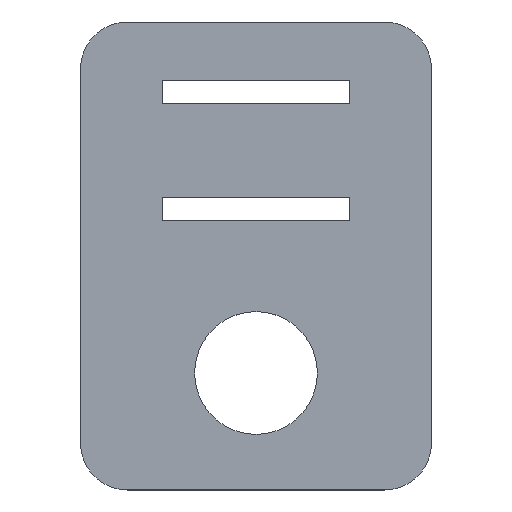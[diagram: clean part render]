
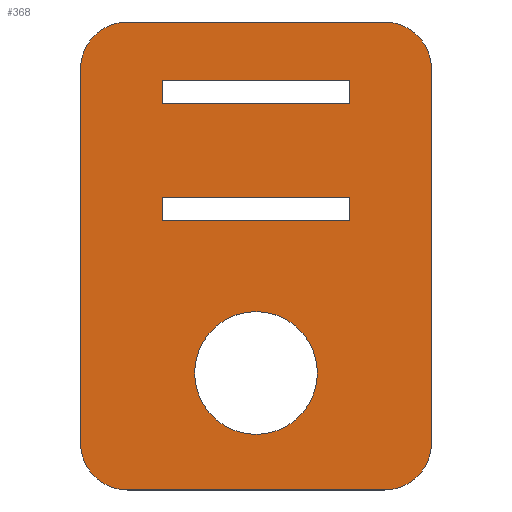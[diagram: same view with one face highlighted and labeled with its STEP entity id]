
A CAD part, top view. The second image highlights one B-rep face of the part: STEP entity #368.
In plain terms, the highlighted planar face has unit normal (0, 0, 1).
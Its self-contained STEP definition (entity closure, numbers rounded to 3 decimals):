
#14=FACE_BOUND($,#65,.T.);
#15=FACE_BOUND($,#66,.T.);
#16=FACE_BOUND($,#67,.T.);
#17=FACE_BOUND($,#68,.T.);
#23=CIRCLE($,#390,2.625);
#24=CIRCLE($,#392,2.);
#26=CIRCLE($,#395,2.);
#27=CIRCLE($,#396,2.);
#28=CIRCLE($,#397,2.);
#65=EDGE_LOOP($,(#282,#283,#284,#285));
#66=EDGE_LOOP($,(#286,#287,#288,#289));
#67=EDGE_LOOP($,(#290));
#68=EDGE_LOOP($,(#291,#292,#293,#294,#295,#296,#297,#298));
#82=LINE($,#517,#122);
#85=LINE($,#523,#125);
#88=LINE($,#529,#128);
#91=LINE($,#533,#131);
#94=LINE($,#541,#134);
#97=LINE($,#547,#137);
#100=LINE($,#553,#140);
#103=LINE($,#557,#143);
#106=LINE($,#574,#146);
#107=LINE($,#578,#147);
#108=LINE($,#582,#148);
#109=LINE($,#585,#149);
#122=VECTOR($,#415,1.);
#125=VECTOR($,#420,8.);
#128=VECTOR($,#425,1.);
#131=VECTOR($,#430,8.);
#134=VECTOR($,#435,1.);
#137=VECTOR($,#440,8.);
#140=VECTOR($,#445,1.);
#143=VECTOR($,#450,8.);
#146=VECTOR($,#467,11.);
#147=VECTOR($,#470,16.);
#148=VECTOR($,#473,11.);
#149=VECTOR($,#476,16.);
#162=VERTEX_POINT($,#514);
#163=VERTEX_POINT($,#516);
#165=VERTEX_POINT($,#522);
#167=VERTEX_POINT($,#528);
#170=VERTEX_POINT($,#538);
#171=VERTEX_POINT($,#540);
#173=VERTEX_POINT($,#546);
#175=VERTEX_POINT($,#552);
#177=VERTEX_POINT($,#561);
#178=VERTEX_POINT($,#564);
#179=VERTEX_POINT($,#565);
#182=VERTEX_POINT($,#573);
#183=VERTEX_POINT($,#575);
#184=VERTEX_POINT($,#577);
#185=VERTEX_POINT($,#579);
#186=VERTEX_POINT($,#581);
#187=VERTEX_POINT($,#583);
#196=EDGE_CURVE($,#163,#162,#82,.T.);
#199=EDGE_CURVE($,#165,#163,#85,.T.);
#202=EDGE_CURVE($,#167,#165,#88,.T.);
#205=EDGE_CURVE($,#162,#167,#91,.T.);
#208=EDGE_CURVE($,#171,#170,#94,.T.);
#211=EDGE_CURVE($,#173,#171,#97,.T.);
#214=EDGE_CURVE($,#175,#173,#100,.T.);
#217=EDGE_CURVE($,#170,#175,#103,.T.);
#219=EDGE_CURVE($,#177,#177,#23,.T.);
#220=EDGE_CURVE($,#178,#179,#24,.T.);
#224=EDGE_CURVE($,#178,#182,#106,.T.);
#225=EDGE_CURVE($,#183,#182,#26,.T.);
#226=EDGE_CURVE($,#183,#184,#107,.T.);
#227=EDGE_CURVE($,#185,#184,#27,.T.);
#228=EDGE_CURVE($,#185,#186,#108,.T.);
#229=EDGE_CURVE($,#187,#186,#28,.T.);
#230=EDGE_CURVE($,#187,#179,#109,.T.);
#282=ORIENTED_EDGE($,*,*,#202,.T.);
#283=ORIENTED_EDGE($,*,*,#199,.T.);
#284=ORIENTED_EDGE($,*,*,#196,.T.);
#285=ORIENTED_EDGE($,*,*,#205,.T.);
#286=ORIENTED_EDGE($,*,*,#214,.T.);
#287=ORIENTED_EDGE($,*,*,#211,.T.);
#288=ORIENTED_EDGE($,*,*,#208,.T.);
#289=ORIENTED_EDGE($,*,*,#217,.T.);
#290=ORIENTED_EDGE($,*,*,#219,.T.);
#291=ORIENTED_EDGE($,*,*,#220,.F.);
#292=ORIENTED_EDGE($,*,*,#224,.T.);
#293=ORIENTED_EDGE($,*,*,#225,.F.);
#294=ORIENTED_EDGE($,*,*,#226,.T.);
#295=ORIENTED_EDGE($,*,*,#227,.F.);
#296=ORIENTED_EDGE($,*,*,#228,.T.);
#297=ORIENTED_EDGE($,*,*,#229,.F.);
#298=ORIENTED_EDGE($,*,*,#230,.T.);
#352=PLANE($,#394);
#368=ADVANCED_FACE($,(#14,#15,#16,#17),#352,.T.);
#390=AXIS2_PLACEMENT_3D($,#562,#455,#456);
#392=AXIS2_PLACEMENT_3D($,#566,#459,#460);
#394=AXIS2_PLACEMENT_3D($,#572,#465,#466);
#395=AXIS2_PLACEMENT_3D($,#576,#468,#469);
#396=AXIS2_PLACEMENT_3D($,#580,#471,#472);
#397=AXIS2_PLACEMENT_3D($,#584,#474,#475);
#415=DIRECTION($,(0.,-1.,0.));
#420=DIRECTION($,(1.,0.,0.));
#425=DIRECTION($,(0.,1.,0.));
#430=DIRECTION($,(-1.,0.,0.));
#435=DIRECTION($,(0.,-1.,0.));
#440=DIRECTION($,(1.,0.,0.));
#445=DIRECTION($,(0.,1.,0.));
#450=DIRECTION($,(-1.,0.,0.));
#455=DIRECTION('center_axis',(0.,0.,-1.));
#456=DIRECTION('ref_axis',(-1.,0.,0.));
#459=DIRECTION('center_axis',(0.,0.,-1.));
#460=DIRECTION('ref_axis',(-0.707,-0.707,0.));
#465=DIRECTION('center_axis',(0.,0.,1.));
#466=DIRECTION('ref_axis',(1.,0.,0.));
#467=DIRECTION($,(1.,0.,0.));
#468=DIRECTION('center_axis',(0.,0.,-1.));
#469=DIRECTION('ref_axis',(0.707,-0.707,0.));
#470=DIRECTION($,(0.,1.,0.));
#471=DIRECTION('center_axis',(0.,0.,-1.));
#472=DIRECTION('ref_axis',(0.707,0.707,0.));
#473=DIRECTION($,(-1.,0.,0.));
#474=DIRECTION('center_axis',(0.,0.,-1.));
#475=DIRECTION('ref_axis',(-0.707,0.707,0.));
#476=DIRECTION($,(0.,-1.,0.));
#514=CARTESIAN_POINT('',(4.,1.5,1.));
#516=CARTESIAN_POINT('',(4.,2.5,1.));
#517=CARTESIAN_POINT($,(4.,1.25,1.));
#522=CARTESIAN_POINT('',(-4.,2.5,1.));
#523=CARTESIAN_POINT($,(-2.,2.5,1.));
#528=CARTESIAN_POINT('',(-4.,1.5,1.));
#529=CARTESIAN_POINT($,(-4.,0.75,1.));
#533=CARTESIAN_POINT($,(2.,1.5,1.));
#538=CARTESIAN_POINT('',(4.,6.5,1.));
#540=CARTESIAN_POINT('',(4.,7.5,1.));
#541=CARTESIAN_POINT($,(4.,3.75,1.));
#546=CARTESIAN_POINT('',(-4.,7.5,1.));
#547=CARTESIAN_POINT($,(-2.,7.5,1.));
#552=CARTESIAN_POINT('',(-4.,6.5,1.));
#553=CARTESIAN_POINT($,(-4.,3.25,1.));
#557=CARTESIAN_POINT($,(2.,6.5,1.));
#561=CARTESIAN_POINT('',(2.625,-5.,1.));
#562=CARTESIAN_POINT('Origin',(0.,-5.,1.));
#564=CARTESIAN_POINT('',(-5.5,-10.,1.));
#565=CARTESIAN_POINT('',(-7.5,-8.,1.));
#566=CARTESIAN_POINT('Origin',(-5.5,-8.,1.));
#572=CARTESIAN_POINT('Origin',(0.,0.,
1.));
#573=CARTESIAN_POINT('',(5.5,-10.,1.));
#574=CARTESIAN_POINT($,(7.5,-10.,1.));
#575=CARTESIAN_POINT('',(7.5,-8.,1.));
#576=CARTESIAN_POINT('Origin',(5.5,-8.,1.));
#577=CARTESIAN_POINT('',(7.5,8.,1.));
#578=CARTESIAN_POINT($,(7.5,10.,1.));
#579=CARTESIAN_POINT('',(5.5,10.,1.));
#580=CARTESIAN_POINT('Origin',(5.5,8.,1.));
#581=CARTESIAN_POINT('',(-5.5,10.,1.));
#582=CARTESIAN_POINT($,(-7.5,10.,1.));
#583=CARTESIAN_POINT('',(-7.5,8.,1.));
#584=CARTESIAN_POINT('Origin',(-5.5,8.,1.));
#585=CARTESIAN_POINT($,(-7.5,-10.,1.));
